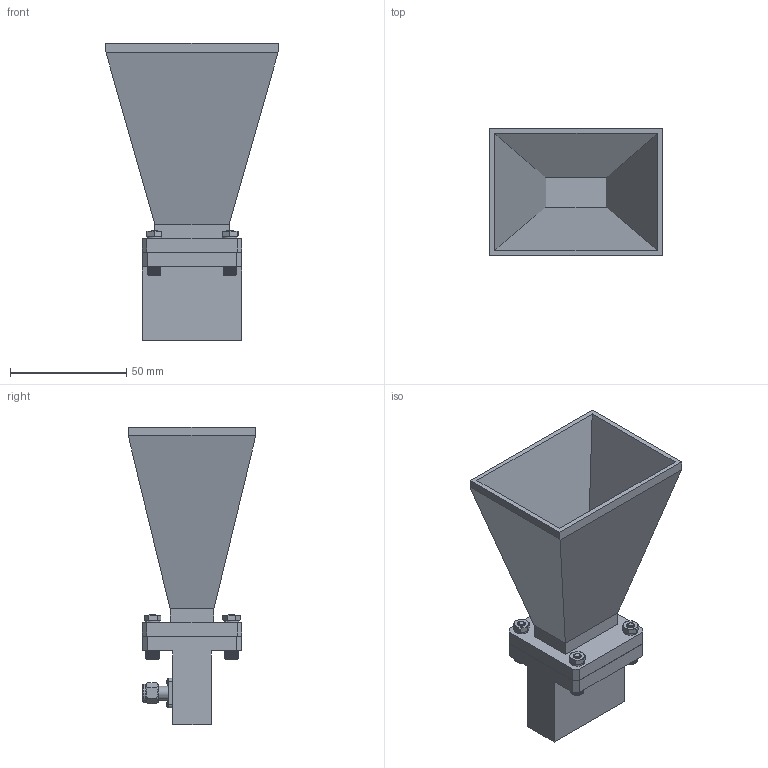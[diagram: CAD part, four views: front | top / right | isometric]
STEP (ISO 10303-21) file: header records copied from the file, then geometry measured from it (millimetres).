
FILE_DESCRIPTION (( 'STEP AP214' ), '1' );
FILE_NAME ('PEWAN102-15SM_3D.STEP', '2022-01-25T17:05:27', ( '' ), ( '' ), 'SwSTEP 2.0', 'SolidWorks 2021', '' );
FILE_SCHEMA (( 'AUTOMOTIVE_DESIGN' ));
Length unit declared in the file: inch
Products named in the file (8): 6-32SH-HXx.625_92196A150; 6-32HN-NARROW_90730A007; PE9811; PEWAN102-15; 6-LW; Copy of PE9811_Body^PE9811; Copy of PE9809_SMA Male^PE9811; PEWAN102-15SM_3D
Assembly tree (16 placements, depth 3):
  PEWAN102-15SM_3D
    6-32HN-NARROW_90730A007  x4
    6-32SH-HXx.625_92196A150  x4
    6-LW  x4
    PE9811
      Copy of PE9811_Body^PE9811
      Copy of PE9809_SMA Male^PE9811
    PEWAN102-15
Bounding box: 74.45 x 54.7 x 128.1 mm (x, y, z)
Volume: 79733.8 mm3; surface area: 48216.6 mm2
Topology: 19 solids, 19 shells, 1264 faces, 3044 edges, 1836 vertices
Faces by surface type: plane 730, cone 333, cylinder 151, bspline 38, torus 8, sphere 4
Full cylindrical faces by diameter (mm): 0.94 x1, 1.016 x1, 2.946 x4, 4.064 x1, 4.065 x1, 4.318 x4, 4.35 x4, 5.996 x1, 6.35 x2, 7.772 x1
Entity records: 31520 total; most frequent: CARTESIAN_POINT 15506, ORIENTED_EDGE 2760, DIRECTION 2080, EDGE_CURVE 1380, VERTEX_POINT 895, AXIS2_PLACEMENT_3D 757, EDGE_LOOP 637, FACE_OUTER_BOUND 590
